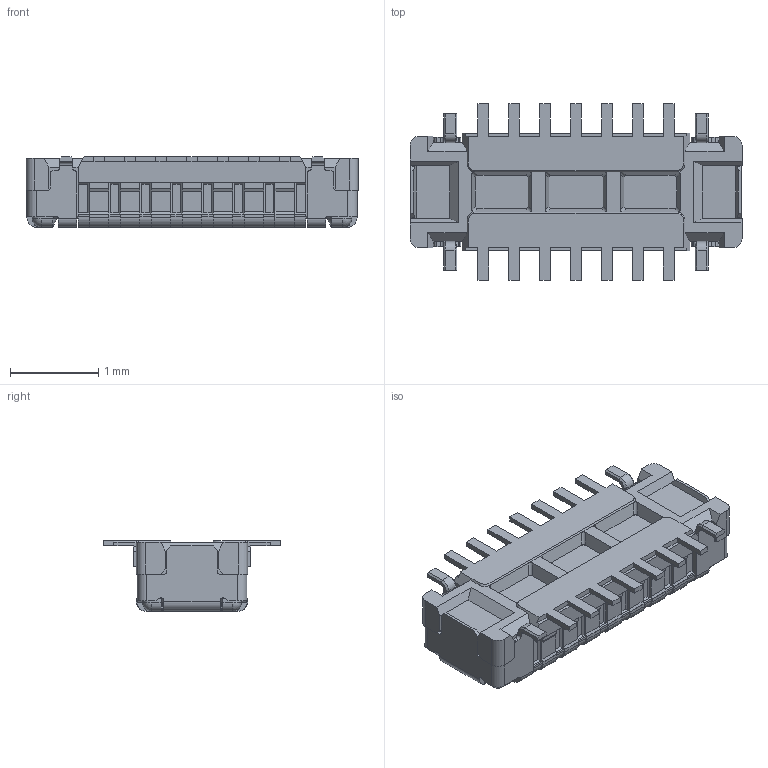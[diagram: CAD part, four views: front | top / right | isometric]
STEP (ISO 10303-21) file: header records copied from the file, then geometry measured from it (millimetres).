
FILE_DESCRIPTION(('Creo Elements/Direct Modeling STEP Export'),'2;1');
FILE_NAME('BW93-1B7C1-11214-E200.stp','2019-11-12T 8:02:30',(''),(''),'Creo Elements/Direct Modeling STEP processor for AP214 (Solid Model)','Creo Elements/Direct Modeling 20.0 12-Nov-2016 (C) Parametric Technology GmbH','');
FILE_SCHEMA(('AUTOMOTIVE_DESIGN { 1 0 10303 214 1 1 1 1 }'));
Length unit declared in the file: millimetre
Products named in the file (2): BW93_SERIES
Assembly tree (1 placements, depth 2):
  BW93_SERIES
    BW93_SERIES
Bounding box: 3.76 x 2 x 0.8 mm (x, y, z)
Volume: 2.4 mm3; surface area: 28.1 mm2
Topology: 1 solids, 1 shells, 876 faces, 2438 edges, 1532 vertices
Faces by surface type: plane 678, cylinder 174, cone 16, sphere 4, bspline 4
Entity records: 34926 total; most frequent: CARTESIAN_POINT 5177, ORIENTED_EDGE 4860, DIRECTION 4478, EDGE_CURVE 2430, VECTOR 2058, LINE 2058, VERTEX_POINT 1532, AXIS2_PLACEMENT_3D 1210
